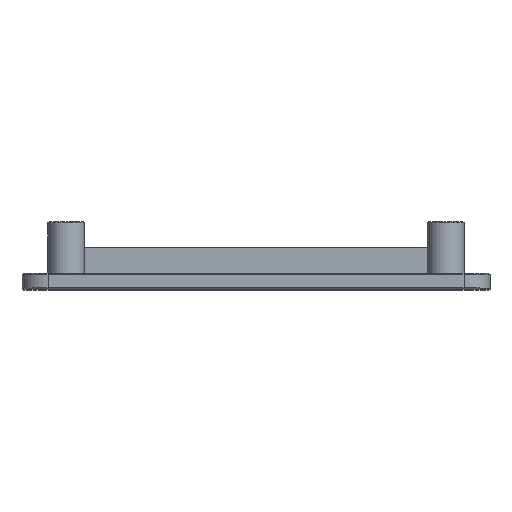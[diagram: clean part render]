
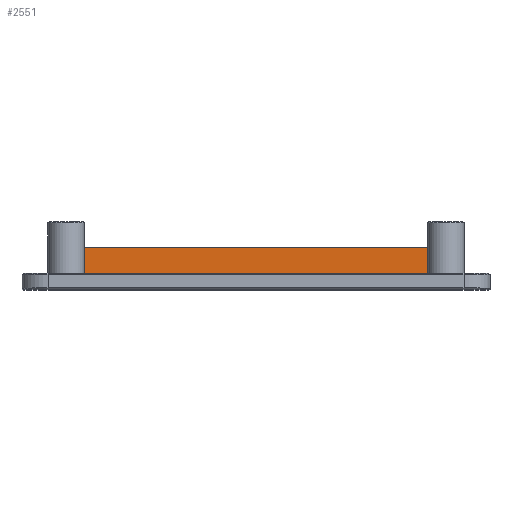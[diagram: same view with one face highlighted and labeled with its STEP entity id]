
A CAD part, top view. The second image highlights one B-rep face of the part: STEP entity #2551.
In plain terms, the highlighted planar face has unit normal (0, 0, 1).
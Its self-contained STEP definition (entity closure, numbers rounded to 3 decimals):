
#184 = EDGE_CURVE ( 'NONE', #5982, #4540, #1590, .T. ) ;
#1148 = VERTEX_POINT ( 'NONE', #3124 ) ;
#1421 = LINE ( 'NONE', #1805, #3724 ) ;
#1431 = VERTEX_POINT ( 'NONE', #1912 ) ;
#1590 = LINE ( 'NONE', #3420, #5129 ) ;
#1805 = CARTESIAN_POINT ( 'NONE',  ( -33.146, 8., 45. ) ) ;
#1825 = DIRECTION ( 'NONE',  ( 1., 0., 0. ) ) ;
#1870 = ORIENTED_EDGE ( 'NONE', *, *, #184, .T. ) ;
#1912 = CARTESIAN_POINT ( 'NONE',  ( -33., 8., 45. ) ) ;
#1933 = CARTESIAN_POINT ( 'NONE',  ( 33., 8., 45. ) ) ;
#2004 = EDGE_CURVE ( 'NONE', #1148, #5982, #3718, .T. ) ;
#2253 = CARTESIAN_POINT ( 'NONE',  ( 33., 3., 45. ) ) ;
#2392 = VECTOR ( 'NONE', #3929, 1000. ) ;
#2551 = ADVANCED_FACE ( 'NONE', ( #4886 ), #5131, .F. ) ;
#2874 = EDGE_CURVE ( 'NONE', #1431, #4540, #1421, .T. ) ;
#3119 = LINE ( 'NONE', #4846, #2392 ) ;
#3124 = CARTESIAN_POINT ( 'NONE',  ( -33., 3., 45. ) ) ;
#3132 = DIRECTION ( 'NONE',  ( 0., 1., 0. ) ) ;
#3136 = VECTOR ( 'NONE', #3910, 1000. ) ;
#3165 = CARTESIAN_POINT ( 'NONE',  ( -33.146, 3., 45. ) ) ;
#3420 = CARTESIAN_POINT ( 'NONE',  ( 33., 13., 45. ) ) ;
#3466 = ORIENTED_EDGE ( 'NONE', *, *, #2874, .F. ) ;
#3641 = ORIENTED_EDGE ( 'NONE', *, *, #5620, .T. ) ;
#3718 = LINE ( 'NONE', #3165, #3136 ) ;
#3724 = VECTOR ( 'NONE', #1825, 1000. ) ;
#3910 = DIRECTION ( 'NONE',  ( 1., 0., 0. ) ) ;
#3929 = DIRECTION ( 'NONE',  ( 0., -1., 0. ) ) ;
#4206 = DIRECTION ( 'NONE',  ( 0., 0., -1. ) ) ;
#4258 = EDGE_LOOP ( 'NONE', ( #1870, #3466, #3641, #5785 ) ) ;
#4540 = VERTEX_POINT ( 'NONE', #1933 ) ;
#4683 = DIRECTION ( 'NONE',  ( -1., 0., 0. ) ) ;
#4846 = CARTESIAN_POINT ( 'NONE',  ( -33., 13., 45. ) ) ;
#4886 = FACE_OUTER_BOUND ( 'NONE', #4258, .T. ) ;
#5129 = VECTOR ( 'NONE', #3132, 1000. ) ;
#5131 = PLANE ( 'NONE',  #5358 ) ;
#5358 = AXIS2_PLACEMENT_3D ( 'NONE', #5532, #4206, #4683 ) ;
#5532 = CARTESIAN_POINT ( 'NONE',  ( -33.146, 8., 45. ) ) ;
#5620 = EDGE_CURVE ( 'NONE', #1431, #1148, #3119, .T. ) ;
#5785 = ORIENTED_EDGE ( 'NONE', *, *, #2004, .T. ) ;
#5982 = VERTEX_POINT ( 'NONE', #2253 ) ;
